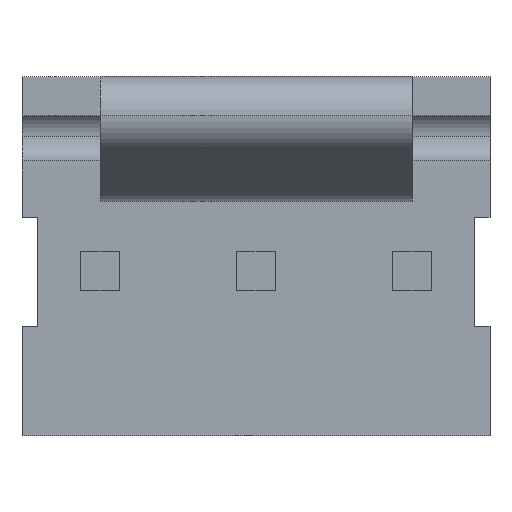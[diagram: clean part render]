
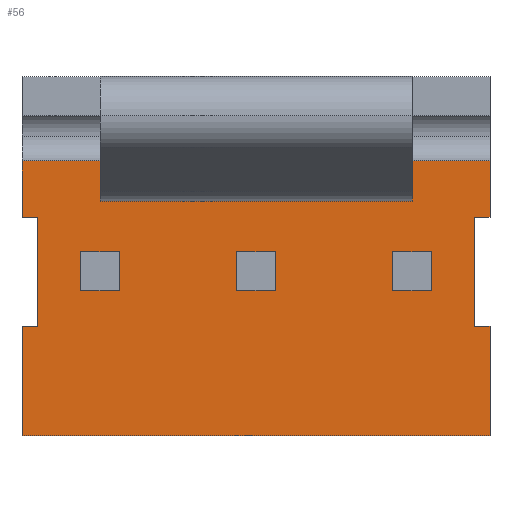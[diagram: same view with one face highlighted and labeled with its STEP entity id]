
A CAD part, top view. The second image highlights one B-rep face of the part: STEP entity #56.
In plain terms, the highlighted planar face has unit normal (0, 0, 1).
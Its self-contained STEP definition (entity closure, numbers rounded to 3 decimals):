
#56=ADVANCED_FACE('',(#133,#134,#135,#136),#137,.T.);
#133=FACE_OUTER_BOUND('',#265,.T.);
#134=FACE_BOUND('',#266,.T.);
#135=FACE_BOUND('',#267,.T.);
#136=FACE_BOUND('',#268,.T.);
#137=PLANE('',#269);
#265=EDGE_LOOP('',(#475,#476,#477,#478,#479,#480,#481,#482,#483,#484,#485,#486));
#266=EDGE_LOOP('',(#487,#488,#489,#490));
#267=EDGE_LOOP('',(#491,#492,#493,#494));
#268=EDGE_LOOP('',(#495,#496,#497,#498));
#269=AXIS2_PLACEMENT_3D('',#499,#500,#501);
#475=ORIENTED_EDGE('',*,*,#956,.F.);
#476=ORIENTED_EDGE('',*,*,#957,.F.);
#477=ORIENTED_EDGE('',*,*,#915,.T.);
#478=ORIENTED_EDGE('',*,*,#958,.T.);
#479=ORIENTED_EDGE('',*,*,#959,.F.);
#480=ORIENTED_EDGE('',*,*,#925,.F.);
#481=ORIENTED_EDGE('',*,*,#913,.T.);
#482=ORIENTED_EDGE('',*,*,#960,.T.);
#483=ORIENTED_EDGE('',*,*,#961,.F.);
#484=ORIENTED_EDGE('',*,*,#962,.T.);
#485=ORIENTED_EDGE('',*,*,#963,.F.);
#486=ORIENTED_EDGE('',*,*,#964,.F.);
#487=ORIENTED_EDGE('',*,*,#965,.T.);
#488=ORIENTED_EDGE('',*,*,#966,.F.);
#489=ORIENTED_EDGE('',*,*,#967,.F.);
#490=ORIENTED_EDGE('',*,*,#968,.T.);
#491=ORIENTED_EDGE('',*,*,#969,.T.);
#492=ORIENTED_EDGE('',*,*,#970,.F.);
#493=ORIENTED_EDGE('',*,*,#971,.F.);
#494=ORIENTED_EDGE('',*,*,#952,.T.);
#495=ORIENTED_EDGE('',*,*,#972,.T.);
#496=ORIENTED_EDGE('',*,*,#973,.F.);
#497=ORIENTED_EDGE('',*,*,#974,.F.);
#498=ORIENTED_EDGE('',*,*,#975,.T.);
#499=CARTESIAN_POINT('',(-3.81,1.803,0.0));
#500=DIRECTION('',(0.0,0.0,1.0));
#501=DIRECTION('',(1.0,0.0,0.0));
#913=EDGE_CURVE('',#1098,#1096,#1099,.T.);
#915=EDGE_CURVE('',#1101,#1102,#1103,.T.);
#925=EDGE_CURVE('',#1098,#1119,#1120,.T.);
#952=EDGE_CURVE('',#1165,#1169,#1171,.T.);
#956=EDGE_CURVE('',#1177,#1178,#1179,.T.);
#957=EDGE_CURVE('',#1101,#1177,#1180,.T.);
#958=EDGE_CURVE('',#1102,#1181,#1182,.T.);
#959=EDGE_CURVE('',#1119,#1181,#1183,.T.);
#960=EDGE_CURVE('',#1096,#1184,#1185,.T.);
#961=EDGE_CURVE('',#1186,#1184,#1187,.T.);
#962=EDGE_CURVE('',#1186,#1188,#1189,.T.);
#963=EDGE_CURVE('',#1190,#1188,#1191,.T.);
#964=EDGE_CURVE('',#1178,#1190,#1192,.T.);
#965=EDGE_CURVE('',#1193,#1194,#1195,.T.);
#966=EDGE_CURVE('',#1196,#1194,#1197,.T.);
#967=EDGE_CURVE('',#1198,#1196,#1199,.T.);
#968=EDGE_CURVE('',#1198,#1193,#1200,.T.);
#969=EDGE_CURVE('',#1169,#1201,#1202,.T.);
#970=EDGE_CURVE('',#1203,#1201,#1204,.T.);
#971=EDGE_CURVE('',#1165,#1203,#1205,.T.);
#972=EDGE_CURVE('',#1206,#1207,#1208,.T.);
#973=EDGE_CURVE('',#1209,#1207,#1210,.T.);
#974=EDGE_CURVE('',#1211,#1209,#1212,.T.);
#975=EDGE_CURVE('',#1211,#1206,#1213,.T.);
#1096=VERTEX_POINT('',#1381);
#1098=VERTEX_POINT('',#1384);
#1099=LINE('',#1385,#1386);
#1101=VERTEX_POINT('',#1389);
#1102=VERTEX_POINT('',#1390);
#1103=LINE('',#1391,#1392);
#1119=VERTEX_POINT('',#1415);
#1120=LINE('',#1416,#1417);
#1165=VERTEX_POINT('',#1485);
#1169=VERTEX_POINT('',#1491);
#1171=LINE('',#1494,#1495);
#1177=VERTEX_POINT('',#1504);
#1178=VERTEX_POINT('',#1505);
#1179=LINE('',#1506,#1507);
#1180=LINE('',#1508,#1509);
#1181=VERTEX_POINT('',#1510);
#1182=LINE('',#1511,#1512);
#1183=LINE('',#1513,#1514);
#1184=VERTEX_POINT('',#1515);
#1185=LINE('',#1516,#1517);
#1186=VERTEX_POINT('',#1518);
#1187=LINE('',#1519,#1520);
#1188=VERTEX_POINT('',#1521);
#1189=LINE('',#1522,#1523);
#1190=VERTEX_POINT('',#1524);
#1191=LINE('',#1525,#1526);
#1192=LINE('',#1527,#1528);
#1193=VERTEX_POINT('',#1529);
#1194=VERTEX_POINT('',#1530);
#1195=LINE('',#1531,#1532);
#1196=VERTEX_POINT('',#1533);
#1197=LINE('',#1534,#1535);
#1198=VERTEX_POINT('',#1536);
#1199=LINE('',#1537,#1538);
#1200=LINE('',#1539,#1540);
#1201=VERTEX_POINT('',#1541);
#1202=LINE('',#1542,#1543);
#1203=VERTEX_POINT('',#1544);
#1204=LINE('',#1545,#1546);
#1205=LINE('',#1547,#1548);
#1206=VERTEX_POINT('',#1549);
#1207=VERTEX_POINT('',#1550);
#1208=LINE('',#1551,#1552);
#1209=VERTEX_POINT('',#1553);
#1210=LINE('',#1554,#1555);
#1211=VERTEX_POINT('',#1556);
#1212=LINE('',#1557,#1558);
#1213=LINE('',#1559,#1560);
#1381=CARTESIAN_POINT('',(-3.81,-2.667,0.0));
#1384=CARTESIAN_POINT('',(-3.81,-0.889,0.0));
#1385=CARTESIAN_POINT('',(-3.81,-0.889,0.0));
#1386=VECTOR('',#1793,1.778);
#1389=CARTESIAN_POINT('',(-3.81,1.803,0.0));
#1390=CARTESIAN_POINT('',(-3.81,0.889,0.0));
#1391=CARTESIAN_POINT('',(-3.81,1.803,0.0));
#1392=VECTOR('',#1795,0.914);
#1415=CARTESIAN_POINT('',(-3.556,-0.889,0.0));
#1416=CARTESIAN_POINT('',(-3.81,-0.889,0.0));
#1417=VECTOR('',#1809,0.254);
#1485=CARTESIAN_POINT('',(-2.851,-0.311,0.0));
#1491=CARTESIAN_POINT('',(-2.851,0.311,0.0));
#1494=CARTESIAN_POINT('',(-2.851,-0.311,0.0));
#1495=VECTOR('',#1836,0.622);
#1504=CARTESIAN_POINT('',(3.81,1.803,0.0));
#1505=CARTESIAN_POINT('',(3.81,0.889,0.0));
#1506=CARTESIAN_POINT('',(3.81,1.803,0.0));
#1507=VECTOR('',#1840,0.914);
#1508=CARTESIAN_POINT('',(-3.81,1.803,0.0));
#1509=VECTOR('',#1841,7.62);
#1510=CARTESIAN_POINT('',(-3.556,0.889,0.0));
#1511=CARTESIAN_POINT('',(-3.81,0.889,0.0));
#1512=VECTOR('',#1842,0.254);
#1513=CARTESIAN_POINT('',(-3.556,-0.889,0.0));
#1514=VECTOR('',#1843,1.778);
#1515=CARTESIAN_POINT('',(3.81,-2.667,0.0));
#1516=CARTESIAN_POINT('',(-3.81,-2.667,0.0));
#1517=VECTOR('',#1844,7.62);
#1518=CARTESIAN_POINT('',(3.81,-0.889,0.0));
#1519=CARTESIAN_POINT('',(3.81,-0.889,0.0));
#1520=VECTOR('',#1845,1.778);
#1521=CARTESIAN_POINT('',(3.556,-0.889,0.0));
#1522=CARTESIAN_POINT('',(3.81,-0.889,0.0));
#1523=VECTOR('',#1846,0.254);
#1524=CARTESIAN_POINT('',(3.556,0.889,0.0));
#1525=CARTESIAN_POINT('',(3.556,0.889,0.0));
#1526=VECTOR('',#1847,1.778);
#1527=CARTESIAN_POINT('',(3.81,0.889,0.0));
#1528=VECTOR('',#1848,0.254);
#1529=CARTESIAN_POINT('',(-0.311,0.311,0.0));
#1530=CARTESIAN_POINT('',(0.311,0.311,0.0));
#1531=CARTESIAN_POINT('',(-0.311,0.311,0.0));
#1532=VECTOR('',#1849,0.622);
#1533=CARTESIAN_POINT('',(0.311,-0.311,0.0));
#1534=CARTESIAN_POINT('',(0.311,-0.311,0.0));
#1535=VECTOR('',#1850,0.622);
#1536=CARTESIAN_POINT('',(-0.311,-0.311,0.0));
#1537=CARTESIAN_POINT('',(-0.311,-0.311,0.0));
#1538=VECTOR('',#1851,0.622);
#1539=CARTESIAN_POINT('',(-0.311,-0.311,0.0));
#1540=VECTOR('',#1852,0.622);
#1541=CARTESIAN_POINT('',(-2.229,0.311,0.0));
#1542=CARTESIAN_POINT('',(-2.851,0.311,0.0));
#1543=VECTOR('',#1853,0.622);
#1544=CARTESIAN_POINT('',(-2.229,-0.311,0.0));
#1545=CARTESIAN_POINT('',(-2.229,-0.311,0.0));
#1546=VECTOR('',#1854,0.622);
#1547=CARTESIAN_POINT('',(-2.851,-0.311,0.0));
#1548=VECTOR('',#1855,0.622);
#1549=CARTESIAN_POINT('',(2.229,0.311,0.0));
#1550=CARTESIAN_POINT('',(2.851,0.311,0.0));
#1551=CARTESIAN_POINT('',(2.229,0.311,0.0));
#1552=VECTOR('',#1856,0.622);
#1553=CARTESIAN_POINT('',(2.851,-0.311,0.0));
#1554=CARTESIAN_POINT('',(2.851,-0.311,0.0));
#1555=VECTOR('',#1857,0.622);
#1556=CARTESIAN_POINT('',(2.229,-0.311,0.0));
#1557=CARTESIAN_POINT('',(2.229,-0.311,0.0));
#1558=VECTOR('',#1858,0.622);
#1559=CARTESIAN_POINT('',(2.229,-0.311,0.0));
#1560=VECTOR('',#1859,0.622);
#1793=DIRECTION('',(0.0,-1.0,0.0));
#1795=DIRECTION('',(0.0,-1.0,0.0));
#1809=DIRECTION('',(1.0,0.0,0.0));
#1836=DIRECTION('',(0.0,1.0,0.0));
#1840=DIRECTION('',(0.0,-1.0,0.0));
#1841=DIRECTION('',(1.0,0.0,0.0));
#1842=DIRECTION('',(1.0,0.0,0.0));
#1843=DIRECTION('',(0.0,1.0,0.0));
#1844=DIRECTION('',(1.0,0.0,0.0));
#1845=DIRECTION('',(0.0,-1.0,0.0));
#1846=DIRECTION('',(-1.0,0.0,0.0));
#1847=DIRECTION('',(0.0,-1.0,0.0));
#1848=DIRECTION('',(-1.0,0.0,0.0));
#1849=DIRECTION('',(1.0,0.0,0.0));
#1850=DIRECTION('',(0.0,1.0,0.0));
#1851=DIRECTION('',(1.0,0.0,0.0));
#1852=DIRECTION('',(0.0,1.0,0.0));
#1853=DIRECTION('',(1.0,0.0,0.0));
#1854=DIRECTION('',(0.0,1.0,0.0));
#1855=DIRECTION('',(1.0,0.0,0.0));
#1856=DIRECTION('',(1.0,0.0,0.0));
#1857=DIRECTION('',(0.0,1.0,0.0));
#1858=DIRECTION('',(1.0,0.0,0.0));
#1859=DIRECTION('',(0.0,1.0,0.0));
